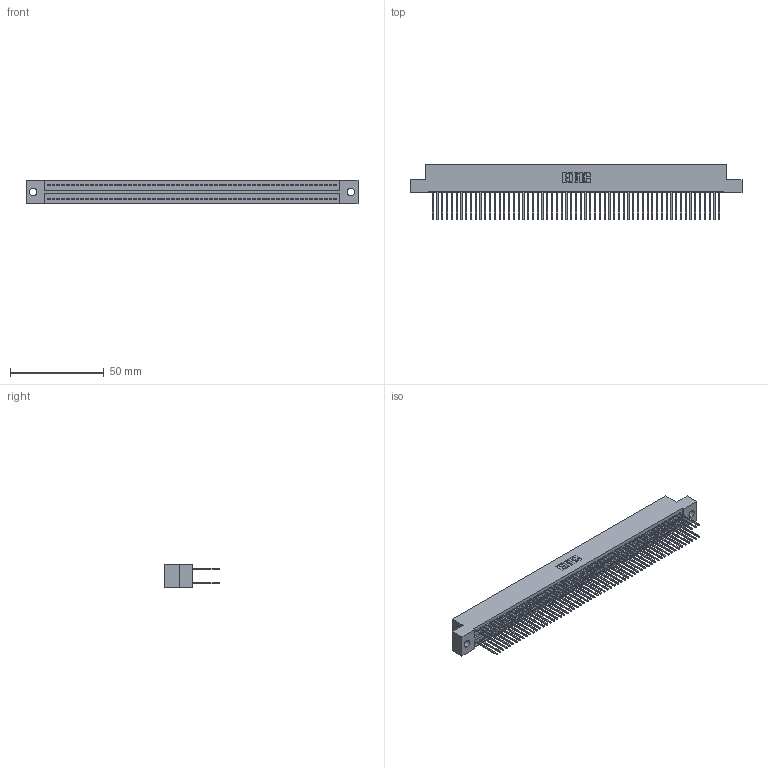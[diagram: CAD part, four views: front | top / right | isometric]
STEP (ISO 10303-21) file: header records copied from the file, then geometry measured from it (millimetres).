
FILE_DESCRIPTION (( 'STEP AP203' ), '1' );
FILE_NAME ('325-122-540-209.STEP', '2020-02-25T09:02:20', ( '' ), ( '' ), 'SwSTEP 2.0', 'SolidWorks 2016', '' );
FILE_SCHEMA (( 'CONFIG_CONTROL_DESIGN' ));
Length unit declared in the file: inch
Products named in the file (3): 325-292-001_325-293-140; 325 Part_.160 TH; 325-122-540-209
Assembly tree (123 placements, depth 2):
  325-122-540-209
    325 Part_.160 TH
    325-292-001_325-293-140  x122
Bounding box: 176.66 x 29.46 x 12.45 mm (x, y, z)
Volume: 23208.1 mm3; surface area: 30662.9 mm2
Topology: 123 solids, 123 shells, 6458 faces, 19221 edges, 12650 vertices
Faces by surface type: plane 4462, cylinder 1996
Entity records: 36807 total; most frequent: CARTESIAN_POINT 6078, ORIENTED_EDGE 6014, DIRECTION 5159, EDGE_CURVE 3007, LINE 2879, VECTOR 2879, VERTEX_POINT 2002, AXIS2_PLACEMENT_3D 1140
